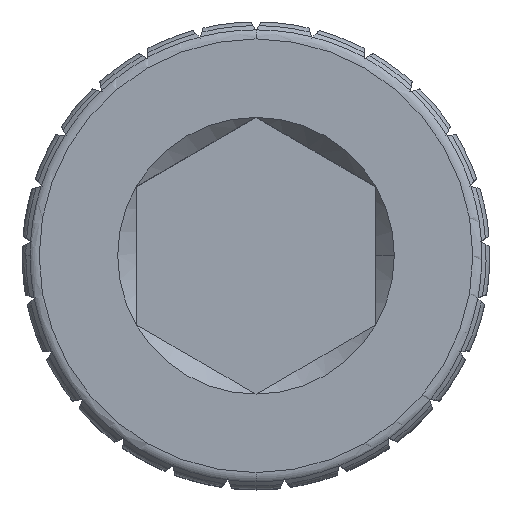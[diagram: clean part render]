
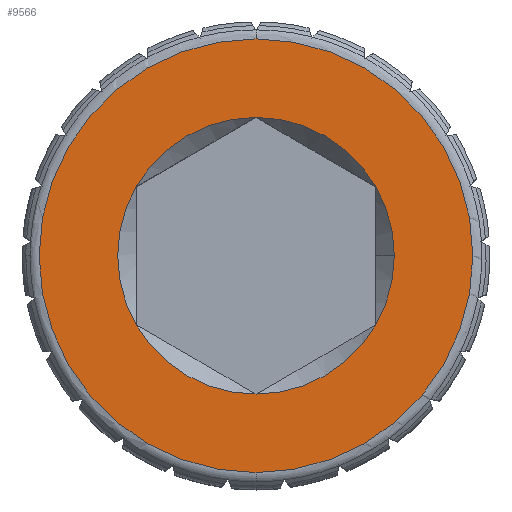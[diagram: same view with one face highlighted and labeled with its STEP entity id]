
A CAD part, top view. The second image highlights one B-rep face of the part: STEP entity #9566.
In plain terms, the highlighted planar face has unit normal (0, 0, 1).
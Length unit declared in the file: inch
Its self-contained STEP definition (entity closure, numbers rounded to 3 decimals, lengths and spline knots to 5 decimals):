
#99 = AXIS2_PLACEMENT_3D ( 'NONE', #2980, #6231, #6300 ) ;
#201 = CIRCLE ( 'NONE', #4263, 0.05413 ) ;
#316 = CARTESIAN_POINT ( 'NONE',  ( 0., -0.05413, 0.306 ) ) ;
#527 = DIRECTION ( 'NONE',  ( 0., 0., -1. ) ) ;
#575 = AXIS2_PLACEMENT_3D ( 'NONE', #6220, #7859, #3722 ) ;
#596 = DIRECTION ( 'NONE',  ( 1., 0., 0. ) ) ;
#743 = ORIENTED_EDGE ( 'NONE', *, *, #985, .T. ) ;
#745 = AXIS2_PLACEMENT_3D ( 'NONE', #9768, #8702, #8915 ) ;
#920 = CARTESIAN_POINT ( 'NONE',  ( 0., 0.05413, 0.306 ) ) ;
#941 = ORIENTED_EDGE ( 'NONE', *, *, #9170, .F. ) ;
#985 = EDGE_CURVE ( 'NONE', #3702, #7302, #4268, .T. ) ;
#1032 = EDGE_CURVE ( 'NONE', #8087, #6851, #5290, .T. ) ;
#1042 = EDGE_CURVE ( 'NONE', #3952, #8359, #201, .T. ) ;
#1196 = CARTESIAN_POINT ( 'NONE',  ( 0., -0.08485, 0.306 ) ) ;
#1507 = AXIS2_PLACEMENT_3D ( 'NONE', #4579, #527, #7856 ) ;
#1738 = CARTESIAN_POINT ( 'NONE',  ( 0., 0., 0.306 ) ) ;
#1793 = CIRCLE ( 'NONE', #99, 0.05413 ) ;
#1867 = AXIS2_PLACEMENT_3D ( 'NONE', #3039, #4656, #596 ) ;
#2113 = CARTESIAN_POINT ( 'NONE',  ( 0.05413, 0., 0.306 ) ) ;
#2223 = CARTESIAN_POINT ( 'NONE',  ( 0., 0., 0.306 ) ) ;
#2276 = ORIENTED_EDGE ( 'NONE', *, *, #8893, .F. ) ;
#2365 = AXIS2_PLACEMENT_3D ( 'NONE', #4196, #9988, #8284 ) ;
#2441 = EDGE_LOOP ( 'NONE', ( #6208, #8298, #941, #8623, #2276, #10063, #6088 ) ) ;
#2491 = ORIENTED_EDGE ( 'NONE', *, *, #7487, .T. ) ;
#2627 = CARTESIAN_POINT ( 'NONE',  ( 0.04688, 0.02706, 0.306 ) ) ;
#2730 = AXIS2_PLACEMENT_3D ( 'NONE', #3150, #6498, #3962 ) ;
#2980 = CARTESIAN_POINT ( 'NONE',  ( 0., 0., 0.306 ) ) ;
#3039 = CARTESIAN_POINT ( 'NONE',  ( 0., 0., 0.306 ) ) ;
#3142 = CARTESIAN_POINT ( 'NONE',  ( -0.04688, -0.02706, 0.306 ) ) ;
#3150 = CARTESIAN_POINT ( 'NONE',  ( 0., 0., 0.306 ) ) ;
#3702 = VERTEX_POINT ( 'NONE', #6057 ) ;
#3722 = DIRECTION ( 'NONE',  ( 0., 1., 0. ) ) ;
#3741 = AXIS2_PLACEMENT_3D ( 'NONE', #4714, #9640, #10489 ) ;
#3792 = DIRECTION ( 'NONE',  ( 1., 0., 0. ) ) ;
#3832 = CIRCLE ( 'NONE', #2730, 0.08485 ) ;
#3952 = VERTEX_POINT ( 'NONE', #3142 ) ;
#3962 = DIRECTION ( 'NONE',  ( 0., 1., 0. ) ) ;
#4196 = CARTESIAN_POINT ( 'NONE',  ( 0., 0., 0.306 ) ) ;
#4263 = AXIS2_PLACEMENT_3D ( 'NONE', #2223, #8631, #3792 ) ;
#4268 = CIRCLE ( 'NONE', #575, 0.08485 ) ;
#4579 = CARTESIAN_POINT ( 'NONE',  ( 0., 0.0915, 0.306 ) ) ;
#4656 = DIRECTION ( 'NONE',  ( 0., 0., 1. ) ) ;
#4714 = CARTESIAN_POINT ( 'NONE',  ( 0., 0., 0.306 ) ) ;
#4837 = CARTESIAN_POINT ( 'NONE',  ( 0.04688, -0.02706, 0.306 ) ) ;
#4849 = EDGE_CURVE ( 'NONE', #9309, #8087, #6447, .T. ) ;
#5006 = EDGE_CURVE ( 'NONE', #7180, #9423, #7941, .T. ) ;
#5290 = CIRCLE ( 'NONE', #1867, 0.05413 ) ;
#5447 = EDGE_CURVE ( 'NONE', #6851, #3952, #9458, .T. ) ;
#6057 = CARTESIAN_POINT ( 'NONE',  ( 0., 0.08485, 0.306 ) ) ;
#6088 = ORIENTED_EDGE ( 'NONE', *, *, #5447, .F. ) ;
#6208 = ORIENTED_EDGE ( 'NONE', *, *, #1032, .F. ) ;
#6220 = CARTESIAN_POINT ( 'NONE',  ( 0., 0., 0.306 ) ) ;
#6231 = DIRECTION ( 'NONE',  ( 0., 0., 1. ) ) ;
#6300 = DIRECTION ( 'NONE',  ( 1., 0., 0. ) ) ;
#6447 = CIRCLE ( 'NONE', #745, 0.05413 ) ;
#6498 = DIRECTION ( 'NONE',  ( 0., 0., 1. ) ) ;
#6535 = DIRECTION ( 'NONE',  ( 0., 0., 1. ) ) ;
#6851 = VERTEX_POINT ( 'NONE', #10213 ) ;
#7104 = FACE_BOUND ( 'NONE', #2441, .T. ) ;
#7180 = VERTEX_POINT ( 'NONE', #4837 ) ;
#7302 = VERTEX_POINT ( 'NONE', #1196 ) ;
#7487 = EDGE_CURVE ( 'NONE', #7302, #3702, #3832, .T. ) ;
#7738 = FACE_OUTER_BOUND ( 'NONE', #9762, .T. ) ;
#7856 = DIRECTION ( 'NONE',  ( 0., 1., 0. ) ) ;
#7859 = DIRECTION ( 'NONE',  ( 0., 0., 1. ) ) ;
#7941 = CIRCLE ( 'NONE', #2365, 0.05413 ) ;
#8087 = VERTEX_POINT ( 'NONE', #920 ) ;
#8284 = DIRECTION ( 'NONE',  ( 1., 0., 0. ) ) ;
#8298 = ORIENTED_EDGE ( 'NONE', *, *, #4849, .F. ) ;
#8359 = VERTEX_POINT ( 'NONE', #316 ) ;
#8623 = ORIENTED_EDGE ( 'NONE', *, *, #5006, .F. ) ;
#8631 = DIRECTION ( 'NONE',  ( 0., 0., 1. ) ) ;
#8702 = DIRECTION ( 'NONE',  ( 0., 0., 1. ) ) ;
#8893 = EDGE_CURVE ( 'NONE', #8359, #7180, #1793, .T. ) ;
#8915 = DIRECTION ( 'NONE',  ( 1., 0., 0. ) ) ;
#8959 = DIRECTION ( 'NONE',  ( 1., 0., 0. ) ) ;
#9170 = EDGE_CURVE ( 'NONE', #9423, #9309, #10030, .T. ) ;
#9309 = VERTEX_POINT ( 'NONE', #2627 ) ;
#9405 = PLANE ( 'NONE',  #1507 ) ;
#9423 = VERTEX_POINT ( 'NONE', #2113 ) ;
#9458 = CIRCLE ( 'NONE', #3741, 0.05413 ) ;
#9566 = ADVANCED_FACE ( 'NONE', ( #7738, #7104 ), #9405, .F. ) ;
#9640 = DIRECTION ( 'NONE',  ( 0., 0., 1. ) ) ;
#9762 = EDGE_LOOP ( 'NONE', ( #743, #2491 ) ) ;
#9768 = CARTESIAN_POINT ( 'NONE',  ( 0., 0., 0.306 ) ) ;
#9869 = AXIS2_PLACEMENT_3D ( 'NONE', #1738, #6535, #8959 ) ;
#9988 = DIRECTION ( 'NONE',  ( 0., 0., 1. ) ) ;
#10030 = CIRCLE ( 'NONE', #9869, 0.05413 ) ;
#10063 = ORIENTED_EDGE ( 'NONE', *, *, #1042, .F. ) ;
#10213 = CARTESIAN_POINT ( 'NONE',  ( -0.04688, 0.02706, 0.306 ) ) ;
#10489 = DIRECTION ( 'NONE',  ( 1., 0., 0. ) ) ;
